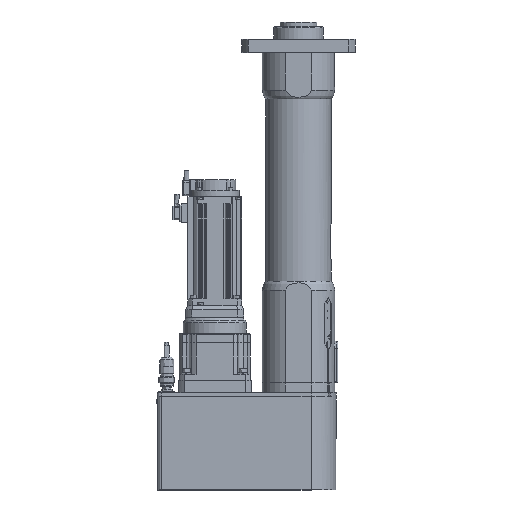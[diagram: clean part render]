
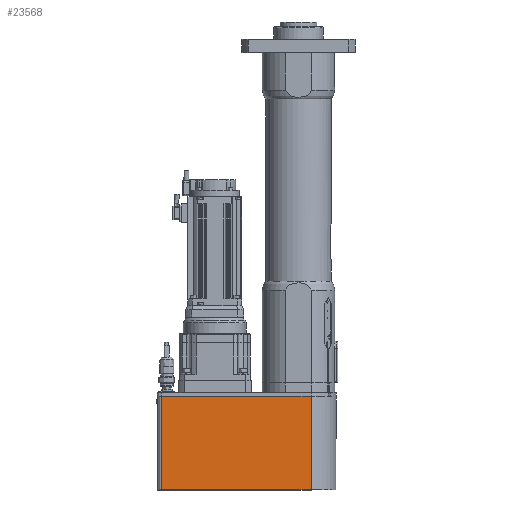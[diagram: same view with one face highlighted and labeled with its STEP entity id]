
A CAD part, left-side view. The second image highlights one B-rep face of the part: STEP entity #23568.
In plain terms, the highlighted planar face has unit normal (-1, 0, 0).
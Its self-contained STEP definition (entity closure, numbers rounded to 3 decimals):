
#629=LINE('',#36234,#2403);
#630=LINE('',#36237,#2404);
#631=LINE('',#36239,#2405);
#632=LINE('',#36240,#2406);
#2403=VECTOR('',#28700,152.);
#2404=VECTOR('',#28703,242.765);
#2405=VECTOR('',#28704,242.765);
#2406=VECTOR('',#28705,152.);
#5721=PLANE('',#25259);
#7012=FACE_OUTER_BOUND('',#8491,.T.);
#8491=EDGE_LOOP('',(#17605,#17606,#17607,#17608));
#11437=VERTEX_POINT('',#36230);
#11438=VERTEX_POINT('',#36232);
#11439=VERTEX_POINT('',#36236);
#11440=VERTEX_POINT('',#36238);
#13826=EDGE_CURVE('',#11437,#11438,#629,.T.);
#13827=EDGE_CURVE('',#11437,#11439,#630,.T.);
#13828=EDGE_CURVE('',#11440,#11438,#631,.T.);
#13829=EDGE_CURVE('',#11439,#11440,#632,.T.);
#17605=ORIENTED_EDGE('',*,*,#13827,.F.);
#17606=ORIENTED_EDGE('',*,*,#13826,.T.);
#17607=ORIENTED_EDGE('',*,*,#13828,.F.);
#17608=ORIENTED_EDGE('',*,*,#13829,.F.);
#23568=ADVANCED_FACE('',(#7012),#5721,.T.);
#25259=AXIS2_PLACEMENT_3D('',#36235,#28701,#28702);
#28700=DIRECTION('',(0.,0.,-1.));
#28701=DIRECTION('center_axis',(-1.,0.,0.));
#28702=DIRECTION('ref_axis',(0.,1.,0.));
#28703=DIRECTION('',(0.,-1.,0.));
#28704=DIRECTION('',(0.,1.,0.));
#28705=DIRECTION('',(0.,0.,-1.));
#36230=CARTESIAN_POINT('',(-57.5,222.4,-580.));
#36232=CARTESIAN_POINT('',(-57.5,222.4,-732.));
#36234=CARTESIAN_POINT('',(-57.5,222.4,-580.));
#36235=CARTESIAN_POINT('Origin',(-57.5,-20.365,-580.));
#36236=CARTESIAN_POINT('',(-57.5,-20.365,-580.));
#36237=CARTESIAN_POINT('',(-57.5,223.,-580.));
#36238=CARTESIAN_POINT('',(-57.5,-20.365,-732.));
#36239=CARTESIAN_POINT('',(-57.5,-20.365,-732.));
#36240=CARTESIAN_POINT('',(-57.5,-20.365,-580.));
